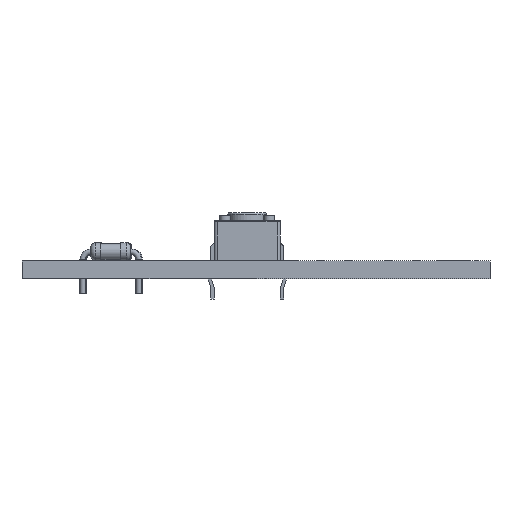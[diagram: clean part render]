
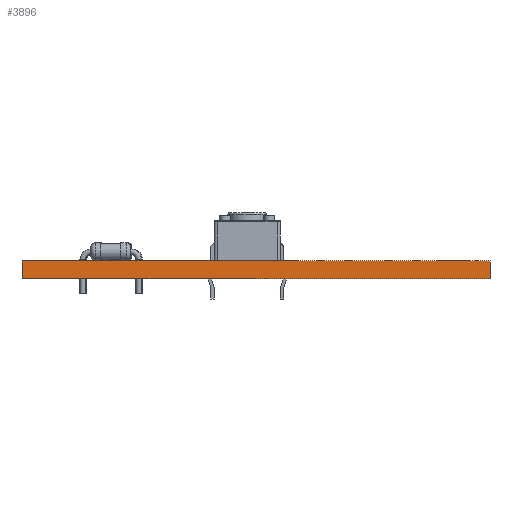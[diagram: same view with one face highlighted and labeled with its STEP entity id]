
A CAD part, front view. The second image highlights one B-rep face of the part: STEP entity #3896.
In plain terms, the highlighted planar face has unit normal (0, -1, 0).
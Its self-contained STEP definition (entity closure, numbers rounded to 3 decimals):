
#3896 = ADVANCED_FACE('',(#3897),#3931,.T.);
#3897 = FACE_BOUND('',#3898,.T.);
#3898 = EDGE_LOOP('',(#3899,#3909,#3917,#3925));
#3899 = ORIENTED_EDGE('',*,*,#3900,.T.);
#3900 = EDGE_CURVE('',#3901,#3903,#3905,.T.);
#3901 = VERTEX_POINT('',#3902);
#3902 = CARTESIAN_POINT('',(21.2,-27.475,0.));
#3903 = VERTEX_POINT('',#3904);
#3904 = CARTESIAN_POINT('',(21.2,-27.475,1.6));
#3905 = LINE('',#3906,#3907);
#3906 = CARTESIAN_POINT('',(21.2,-27.475,0.));
#3907 = VECTOR('',#3908,1.);
#3908 = DIRECTION('',(0.,0.,1.));
#3909 = ORIENTED_EDGE('',*,*,#3910,.T.);
#3910 = EDGE_CURVE('',#3903,#3911,#3913,.T.);
#3911 = VERTEX_POINT('',#3912);
#3912 = CARTESIAN_POINT('',(-21.2,-27.475,1.6));
#3913 = LINE('',#3914,#3915);
#3914 = CARTESIAN_POINT('',(21.2,-27.475,1.6));
#3915 = VECTOR('',#3916,1.);
#3916 = DIRECTION('',(-1.,0.,0.));
#3917 = ORIENTED_EDGE('',*,*,#3918,.F.);
#3918 = EDGE_CURVE('',#3919,#3911,#3921,.T.);
#3919 = VERTEX_POINT('',#3920);
#3920 = CARTESIAN_POINT('',(-21.2,-27.475,0.));
#3921 = LINE('',#3922,#3923);
#3922 = CARTESIAN_POINT('',(-21.2,-27.475,0.));
#3923 = VECTOR('',#3924,1.);
#3924 = DIRECTION('',(0.,0.,1.));
#3925 = ORIENTED_EDGE('',*,*,#3926,.F.);
#3926 = EDGE_CURVE('',#3901,#3919,#3927,.T.);
#3927 = LINE('',#3928,#3929);
#3928 = CARTESIAN_POINT('',(21.2,-27.475,0.));
#3929 = VECTOR('',#3930,1.);
#3930 = DIRECTION('',(-1.,0.,0.));
#3931 = PLANE('',#3932);
#3932 = AXIS2_PLACEMENT_3D('',#3933,#3934,#3935);
#3933 = CARTESIAN_POINT('',(21.2,-27.475,0.));
#3934 = DIRECTION('',(0.,-1.,0.));
#3935 = DIRECTION('',(-1.,0.,0.));
